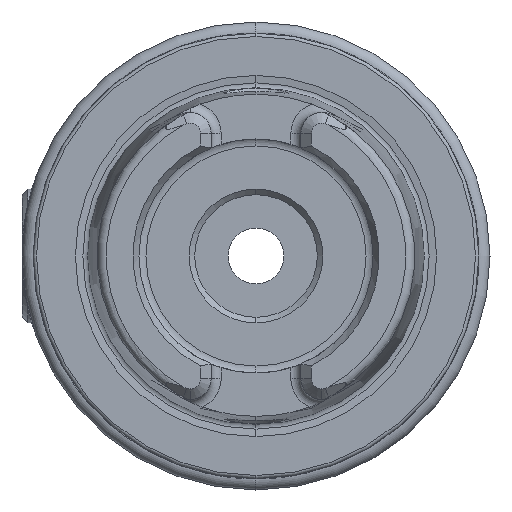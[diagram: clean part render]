
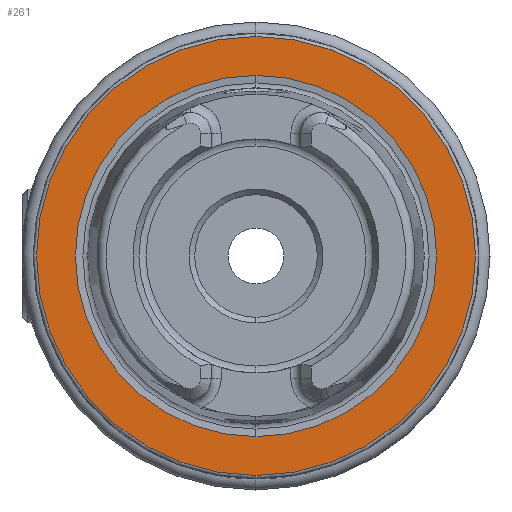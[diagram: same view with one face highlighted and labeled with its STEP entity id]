
A CAD part, left-side view. The second image highlights one B-rep face of the part: STEP entity #261.
In plain terms, the highlighted planar face has unit normal (-1, 0, 0).
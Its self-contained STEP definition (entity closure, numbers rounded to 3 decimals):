
#261 = ADVANCED_FACE ( 'NONE', ( #4589, #4597 ), #3019, .F. ) ;
#1036 = ORIENTED_EDGE ( 'NONE', *, *, #2906, .T. ) ;
#1063 = ORIENTED_EDGE ( 'NONE', *, *, #8458, .F. ) ;
#1079 = ORIENTED_EDGE ( 'NONE', *, *, #2907, .F. ) ;
#1081 = ORIENTED_EDGE ( 'NONE', *, *, #8541, .T. ) ;
#1587 = CIRCLE ( 'NONE', #2140, 16.207 ) ;
#1682 = CIRCLE ( 'NONE', #2167, 19.7 ) ;
#1782 = CIRCLE ( 'NONE', #2017, 19.7 ) ;
#1783 = CIRCLE ( 'NONE', #2018, 16.207 ) ;
#2017 = AXIS2_PLACEMENT_3D ( 'NONE', #4434, #4435, #4436 ) ;
#2018 = AXIS2_PLACEMENT_3D ( 'NONE', #4438, #4439, #4440 ) ;
#2140 = AXIS2_PLACEMENT_3D ( 'NONE', #8176, #8177, #8178 ) ;
#2167 = AXIS2_PLACEMENT_3D ( 'NONE', #6326, #6327, #6328 ) ;
#2347 = CARTESIAN_POINT ( 'NONE',  ( 0., 0., -19.7 ) ) ;
#2365 = CARTESIAN_POINT ( 'NONE',  ( 0., 0., 19.7 ) ) ;
#2368 = CARTESIAN_POINT ( 'NONE',  ( 0., 0., 16.207 ) ) ;
#2372 = CARTESIAN_POINT ( 'NONE',  ( 0., 0., -16.207 ) ) ;
#2906 = EDGE_CURVE ( 'NONE', #4082, #4081, #1782, .T. ) ;
#2907 = EDGE_CURVE ( 'NONE', #4089, #4085, #1783, .T. ) ;
#3016 = CARTESIAN_POINT ( 'NONE',  ( 0., 19.7, 0. ) ) ;
#3019 = PLANE ( 'NONE',  #8601 ) ;
#3021 = DIRECTION ( 'NONE',  ( 1., 0., 0. ) ) ;
#3022 = DIRECTION ( 'NONE',  ( 0., 0., -1. ) ) ;
#4081 = VERTEX_POINT ( 'NONE', #2347 ) ;
#4082 = VERTEX_POINT ( 'NONE', #2365 ) ;
#4085 = VERTEX_POINT ( 'NONE', #2368 ) ;
#4089 = VERTEX_POINT ( 'NONE', #2372 ) ;
#4434 = CARTESIAN_POINT ( 'NONE',  ( 0., 0., 0. ) ) ;
#4435 = DIRECTION ( 'NONE',  ( -1., 0., 0. ) ) ;
#4436 = DIRECTION ( 'NONE',  ( 0., 0., 1. ) ) ;
#4438 = CARTESIAN_POINT ( 'NONE',  ( 0., 0., 0. ) ) ;
#4439 = DIRECTION ( 'NONE',  ( -1., 0., 0. ) ) ;
#4440 = DIRECTION ( 'NONE',  ( 0., 0., 1. ) ) ;
#4589 = FACE_BOUND ( 'NONE', #6792, .T. ) ;
#4597 = FACE_OUTER_BOUND ( 'NONE', #5298, .T. ) ;
#5298 = EDGE_LOOP ( 'NONE', ( #1036, #1081 ) ) ;
#6326 = CARTESIAN_POINT ( 'NONE',  ( 0., 0., 0. ) ) ;
#6327 = DIRECTION ( 'NONE',  ( -1., 0., 0. ) ) ;
#6328 = DIRECTION ( 'NONE',  ( 0., 0., 1. ) ) ;
#6792 = EDGE_LOOP ( 'NONE', ( #1063, #1079 ) ) ;
#8176 = CARTESIAN_POINT ( 'NONE',  ( 0., 0., 0. ) ) ;
#8177 = DIRECTION ( 'NONE',  ( -1., 0., 0. ) ) ;
#8178 = DIRECTION ( 'NONE',  ( 0., 0., 1. ) ) ;
#8458 = EDGE_CURVE ( 'NONE', #4085, #4089, #1587, .T. ) ;
#8541 = EDGE_CURVE ( 'NONE', #4081, #4082, #1682, .T. ) ;
#8601 = AXIS2_PLACEMENT_3D ( 'NONE', #3016, #3021, #3022 ) ;
